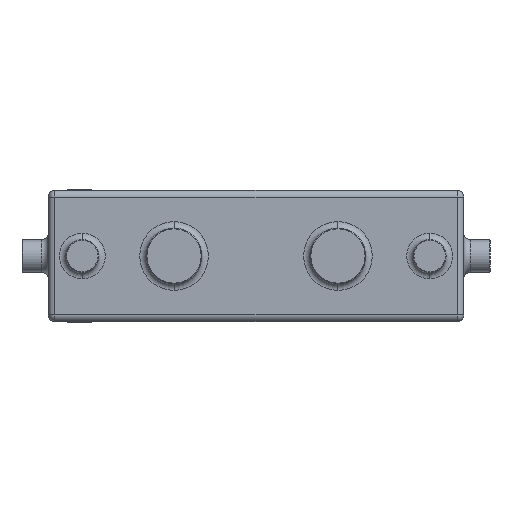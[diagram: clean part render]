
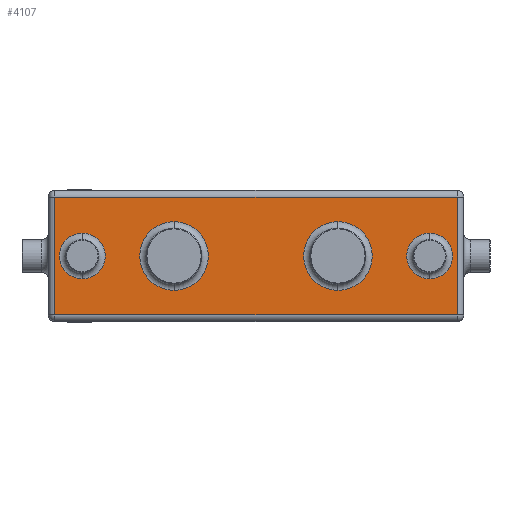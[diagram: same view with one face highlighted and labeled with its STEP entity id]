
A CAD part, left-side view. The second image highlights one B-rep face of the part: STEP entity #4107.
In plain terms, the highlighted planar face has unit normal (-1, 0, 0).
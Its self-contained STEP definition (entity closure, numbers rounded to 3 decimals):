
#48 = EDGE_CURVE ( 'NONE', #6020, #21282, #817, .T. ) ;
#58 = CIRCLE ( 'NONE', #5288, 26.2 ) ;
#340 = EDGE_CURVE ( 'NONE', #21282, #24157, #9737, .T. ) ;
#400 = ORIENTED_EDGE ( 'NONE', *, *, #17382, .T. ) ;
#587 = DIRECTION ( 'NONE',  ( 1., 0., 0. ) ) ;
#817 = LINE ( 'NONE', #3698, #16553 ) ;
#1038 = CARTESIAN_POINT ( 'NONE',  ( -50., -153.5, 45. ) ) ;
#1384 = EDGE_CURVE ( 'NONE', #1399, #7566, #1910, .T. ) ;
#1399 = VERTEX_POINT ( 'NONE', #24088 ) ;
#1686 = CARTESIAN_POINT ( 'NONE',  ( -50., -158.5, 45. ) ) ;
#1745 = VERTEX_POINT ( 'NONE', #13907 ) ;
#1805 = ORIENTED_EDGE ( 'NONE', *, *, #5008, .T. ) ;
#1910 = CIRCLE ( 'NONE', #11887, 26.2 ) ;
#1998 = CARTESIAN_POINT ( 'NONE',  ( -50., -153.5, -45. ) ) ;
#2681 = CIRCLE ( 'NONE', #9725, 26.2 ) ;
#2862 = EDGE_CURVE ( 'NONE', #1745, #12901, #22421, .T. ) ;
#3059 = DIRECTION ( 'NONE',  ( 1., 0., 0. ) ) ;
#3340 = DIRECTION ( 'NONE',  ( 1., 0., 0. ) ) ;
#3449 = FACE_BOUND ( 'NONE', #20111, .T. ) ;
#3698 = CARTESIAN_POINT ( 'NONE',  ( -50., 153.5, 50. ) ) ;
#3769 = VERTEX_POINT ( 'NONE', #15421 ) ;
#3985 = CARTESIAN_POINT ( 'NONE',  ( -50., -153.5, 50. ) ) ;
#4107 = ADVANCED_FACE ( 'NONE', ( #9631, #22576, #4388, #3449, #24720 ), #12264, .F. ) ;
#4190 = DIRECTION ( 'NONE',  ( 1., 0., 0. ) ) ;
#4194 = VECTOR ( 'NONE', #11080, 1000. ) ;
#4388 = FACE_BOUND ( 'NONE', #11472, .T. ) ;
#4398 = DIRECTION ( 'NONE',  ( 1., 0., 0. ) ) ;
#4842 = ORIENTED_EDGE ( 'NONE', *, *, #18993, .T. ) ;
#5008 = EDGE_CURVE ( 'NONE', #24405, #7740, #16983, .T. ) ;
#5121 = DIRECTION ( 'NONE',  ( 1., 0., 0. ) ) ;
#5288 = AXIS2_PLACEMENT_3D ( 'NONE', #24647, #9070, #18785 ) ;
#6020 = VERTEX_POINT ( 'NONE', #24845 ) ;
#6061 = DIRECTION ( 'NONE',  ( 0., 1., 0. ) ) ;
#6144 = ORIENTED_EDGE ( 'NONE', *, *, #14688, .T. ) ;
#6868 = ORIENTED_EDGE ( 'NONE', *, *, #16680, .T. ) ;
#6884 = DIRECTION ( 'NONE',  ( 0., 0., -1. ) ) ;
#7331 = VERTEX_POINT ( 'NONE', #25565 ) ;
#7481 = DIRECTION ( 'NONE',  ( 0., 0., -1. ) ) ;
#7566 = VERTEX_POINT ( 'NONE', #16637 ) ;
#7740 = VERTEX_POINT ( 'NONE', #17053 ) ;
#8400 = DIRECTION ( 'NONE',  ( 0., 0., -1. ) ) ;
#8467 = AXIS2_PLACEMENT_3D ( 'NONE', #19843, #4190, #8400 ) ;
#8952 = CARTESIAN_POINT ( 'NONE',  ( -50., -132.5, 0. ) ) ;
#9070 = DIRECTION ( 'NONE',  ( 1., 0., 0. ) ) ;
#9089 = CARTESIAN_POINT ( 'NONE',  ( -50., -132.5, 0. ) ) ;
#9091 = DIRECTION ( 'NONE',  ( 0., 0., -1. ) ) ;
#9229 = DIRECTION ( 'NONE',  ( 1., 0., 0. ) ) ;
#9631 = FACE_OUTER_BOUND ( 'NONE', #22830, .T. ) ;
#9725 = AXIS2_PLACEMENT_3D ( 'NONE', #16924, #5121, #9091 ) ;
#9737 = LINE ( 'NONE', #25186, #4194 ) ;
#9935 = DIRECTION ( 'NONE',  ( 0., 0., 1. ) ) ;
#10146 = DIRECTION ( 'NONE',  ( 0., 0., -1. ) ) ;
#10434 = DIRECTION ( 'NONE',  ( 0., 0., -1. ) ) ;
#10838 = ORIENTED_EDGE ( 'NONE', *, *, #48, .T. ) ;
#11063 = DIRECTION ( 'NONE',  ( 0., 0., -1. ) ) ;
#11080 = DIRECTION ( 'NONE',  ( 0., -1., 0. ) ) ;
#11121 = CARTESIAN_POINT ( 'NONE',  ( -50., -132.5, 17.5 ) ) ;
#11267 = CIRCLE ( 'NONE', #20860, 26.2 ) ;
#11300 = CARTESIAN_POINT ( 'NONE',  ( -50., 62.5, 0. ) ) ;
#11472 = EDGE_LOOP ( 'NONE', ( #18602, #23820 ) ) ;
#11697 = CARTESIAN_POINT ( 'NONE',  ( -50., 153.5, -45. ) ) ;
#11887 = AXIS2_PLACEMENT_3D ( 'NONE', #14191, #4398, #10146 ) ;
#11996 = CIRCLE ( 'NONE', #23496, 17.5 ) ;
#12264 = PLANE ( 'NONE',  #8467 ) ;
#12847 = LINE ( 'NONE', #3985, #22088 ) ;
#12901 = VERTEX_POINT ( 'NONE', #20593 ) ;
#12963 = EDGE_CURVE ( 'NONE', #7566, #1399, #58, .T. ) ;
#13015 = ORIENTED_EDGE ( 'NONE', *, *, #340, .T. ) ;
#13269 = EDGE_LOOP ( 'NONE', ( #22607, #400 ) ) ;
#13907 = CARTESIAN_POINT ( 'NONE',  ( -50., 132.5, 17.5 ) ) ;
#14191 = CARTESIAN_POINT ( 'NONE',  ( -50., -62.5, 0. ) ) ;
#14203 = EDGE_LOOP ( 'NONE', ( #21135, #1805 ) ) ;
#14246 = EDGE_CURVE ( 'NONE', #7740, #24405, #25282, .T. ) ;
#14284 = VECTOR ( 'NONE', #6061, 1000. ) ;
#14688 = EDGE_CURVE ( 'NONE', #12901, #1745, #11996, .T. ) ;
#14882 = DIRECTION ( 'NONE',  ( 0., 0., -1. ) ) ;
#15042 = CARTESIAN_POINT ( 'NONE',  ( -50., 132.5, 0. ) ) ;
#15403 = VERTEX_POINT ( 'NONE', #1038 ) ;
#15421 = CARTESIAN_POINT ( 'NONE',  ( -50., 62.5, 26.2 ) ) ;
#16461 = CARTESIAN_POINT ( 'NONE',  ( -50., 132.5, 0. ) ) ;
#16553 = VECTOR ( 'NONE', #7481, 1000. ) ;
#16637 = CARTESIAN_POINT ( 'NONE',  ( -50., -62.5, 26.2 ) ) ;
#16680 = EDGE_CURVE ( 'NONE', #24157, #15403, #12847, .T. ) ;
#16924 = CARTESIAN_POINT ( 'NONE',  ( -50., 62.5, 0. ) ) ;
#16983 = CIRCLE ( 'NONE', #25128, 17.5 ) ;
#17053 = CARTESIAN_POINT ( 'NONE',  ( -50., -132.5, -17.5 ) ) ;
#17382 = EDGE_CURVE ( 'NONE', #3769, #7331, #11267, .T. ) ;
#18355 = AXIS2_PLACEMENT_3D ( 'NONE', #8952, #3340, #6884 ) ;
#18602 = ORIENTED_EDGE ( 'NONE', *, *, #1384, .T. ) ;
#18785 = DIRECTION ( 'NONE',  ( 0., 0., -1. ) ) ;
#18993 = EDGE_CURVE ( 'NONE', #15403, #6020, #19226, .T. ) ;
#19041 = DIRECTION ( 'NONE',  ( 0., 0., -1. ) ) ;
#19226 = LINE ( 'NONE', #1686, #14284 ) ;
#19843 = CARTESIAN_POINT ( 'NONE',  ( -50., -158.5, 50. ) ) ;
#20111 = EDGE_LOOP ( 'NONE', ( #6144, #21673 ) ) ;
#20593 = CARTESIAN_POINT ( 'NONE',  ( -50., 132.5, -17.5 ) ) ;
#20860 = AXIS2_PLACEMENT_3D ( 'NONE', #11300, #9229, #19041 ) ;
#21135 = ORIENTED_EDGE ( 'NONE', *, *, #14246, .T. ) ;
#21282 = VERTEX_POINT ( 'NONE', #11697 ) ;
#21673 = ORIENTED_EDGE ( 'NONE', *, *, #2862, .T. ) ;
#22088 = VECTOR ( 'NONE', #9935, 1000. ) ;
#22421 = CIRCLE ( 'NONE', #24607, 17.5 ) ;
#22576 = FACE_BOUND ( 'NONE', #13269, .T. ) ;
#22607 = ORIENTED_EDGE ( 'NONE', *, *, #22931, .T. ) ;
#22830 = EDGE_LOOP ( 'NONE', ( #4842, #10838, #13015, #6868 ) ) ;
#22873 = DIRECTION ( 'NONE',  ( 1., 0., 0. ) ) ;
#22931 = EDGE_CURVE ( 'NONE', #7331, #3769, #2681, .T. ) ;
#23496 = AXIS2_PLACEMENT_3D ( 'NONE', #15042, #3059, #14882 ) ;
#23820 = ORIENTED_EDGE ( 'NONE', *, *, #12963, .T. ) ;
#24088 = CARTESIAN_POINT ( 'NONE',  ( -50., -62.5, -26.2 ) ) ;
#24157 = VERTEX_POINT ( 'NONE', #1998 ) ;
#24405 = VERTEX_POINT ( 'NONE', #11121 ) ;
#24607 = AXIS2_PLACEMENT_3D ( 'NONE', #16461, #587, #10434 ) ;
#24647 = CARTESIAN_POINT ( 'NONE',  ( -50., -62.5, 0. ) ) ;
#24720 = FACE_BOUND ( 'NONE', #14203, .T. ) ;
#24845 = CARTESIAN_POINT ( 'NONE',  ( -50., 153.5, 45. ) ) ;
#25128 = AXIS2_PLACEMENT_3D ( 'NONE', #9089, #22873, #11063 ) ;
#25186 = CARTESIAN_POINT ( 'NONE',  ( -50., -158.5, -45. ) ) ;
#25282 = CIRCLE ( 'NONE', #18355, 17.5 ) ;
#25565 = CARTESIAN_POINT ( 'NONE',  ( -50., 62.5, -26.2 ) ) ;
